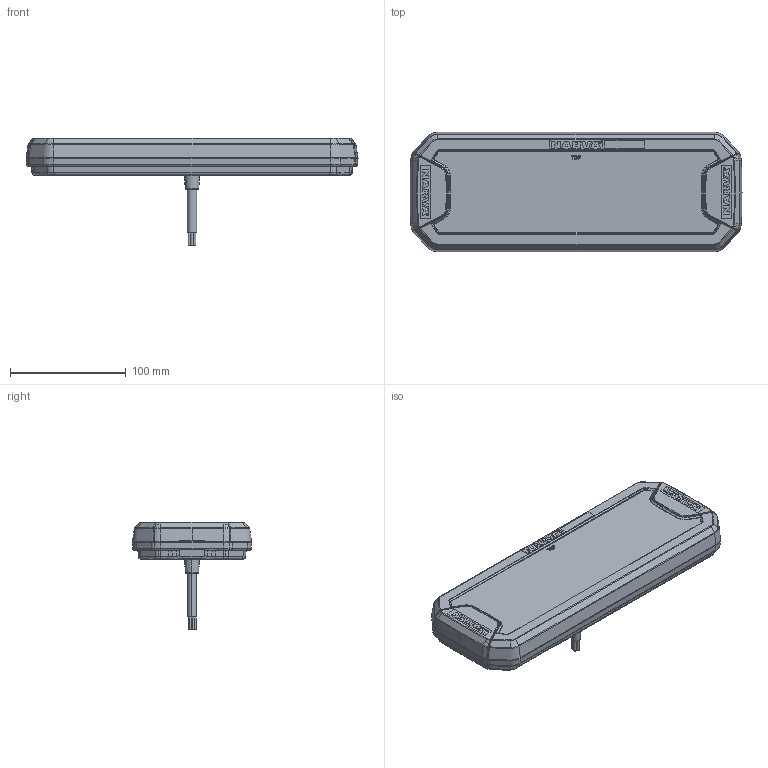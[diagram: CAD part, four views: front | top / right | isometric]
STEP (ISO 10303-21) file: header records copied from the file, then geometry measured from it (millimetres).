
FILE_DESCRIPTION (( 'STEP AP203' ), '1' );
FILE_NAME ('Model 72_Customer.STEP', '2024-07-25T02:46:09', ( '' ), ( '' ), 'SwSTEP 2.0', 'SolidWorks 2022', '' );
FILE_SCHEMA (( 'CONFIG_CONTROL_DESIGN' ));
Products named in the file (1): Model 72_Customer
Bounding box: 287.18 x 103.23 x 93.2 mm (x, y, z)
Volume: 811233.8 mm3; surface area: 112351.8 mm2
Topology: 5 solids, 7 shells, 1926 faces, 5159 edges, 3277 vertices
Faces by surface type: bspline 807, plane 549, cylinder 317, torus 114, cone 95, sphere 44
Entity records: 116089 total; most frequent: CARTESIAN_POINT 78512, ORIENTED_EDGE 10286, EDGE_CURVE 5143, DIRECTION 3857, B_SPLINE_CURVE_WITH_KNOTS 3535, VERTEX_POINT 3277, EDGE_LOOP 1992, FACE_OUTER_BOUND 1926
